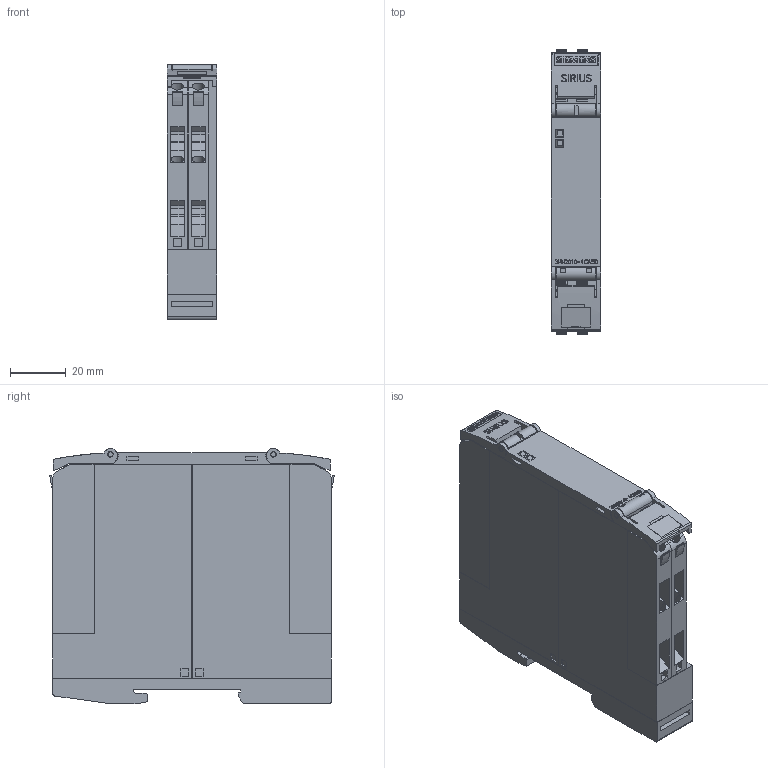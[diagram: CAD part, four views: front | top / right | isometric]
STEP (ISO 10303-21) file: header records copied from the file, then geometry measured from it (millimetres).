
FILE_DESCRIPTION(('STEP AP214'),'1');
FILE_NAME('cctmp_4B16A355-8804-4233-82D6-BC50434F12F0_2023_07_21_09_49_09_0580..stp','2023-07-21T07:49:12',('SIEMENS A&D'),('CADClick - www.CADClick.com'),'Spatial InterOp 3D postprocessed',' ','unknown authorization');
FILE_SCHEMA(('AUTOMOTIVE_DESIGN'));
Length unit declared in the file: millimetre
Products named in the file (1): 2023_07_21_09_49_09_0536
Bounding box: 17.85 x 101.9 x 91.42 mm (x, y, z)
Volume: 140390.4 mm3; surface area: 43340.3 mm2
Topology: 1 solids, 1 shells, 1378 faces, 3841 edges, 2550 vertices
Faces by surface type: plane 1113, cylinder 225, cone 24, torus 16
Entity records: 74262 total; most frequent: CARTESIAN_POINT 8594, STYLED_ITEM 7766, PRESENTATION_STYLE_ASSIGNMENT 7766, ORIENTED_EDGE 7674, DIRECTION 7152, EDGE_CURVE 3837, CURVE_STYLE 3837, DRAUGHTING_PRE_DEFINED_CURVE_FONT 3837
